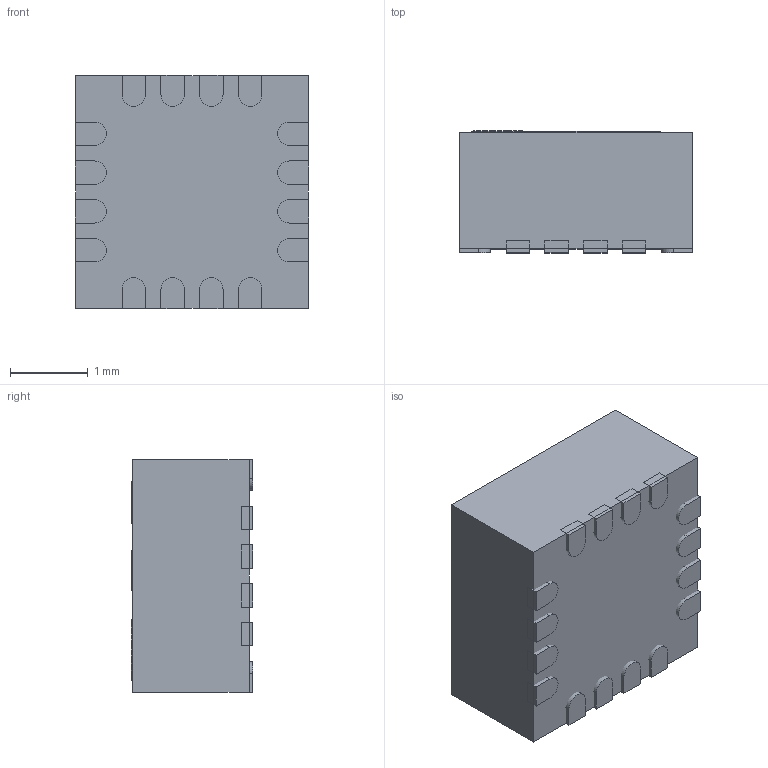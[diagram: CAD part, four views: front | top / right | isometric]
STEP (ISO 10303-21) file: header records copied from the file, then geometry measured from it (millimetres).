
FILE_DESCRIPTION (( 'STEP AP214' ), '1' );
FILE_NAME ('LFCSP.STEP', '2013-05-07T11:22:02', ( '' ), ( '' ), 'SwSTEP 2.0', 'SolidWorks 2012', '' );
FILE_SCHEMA (( 'AUTOMOTIVE_DESIGN' ));
Length unit declared in the file: millimetre
Products named in the file (1): LFCSP
Bounding box: 3 x 1.57 x 3 mm (x, y, z)
Volume: 13.7 mm3; surface area: 43.5 mm2
Topology: 18 solids, 18 shells, 329 faces, 849 edges, 566 vertices
Faces by surface type: plane 223, bspline 84, cylinder 22
Entity records: 16541 total; most frequent: CARTESIAN_POINT 5309, ORIENTED_EDGE 1698, DIRECTION 1217, EDGE_CURVE 849, LINE 637, VECTOR 637, VERTEX_POINT 566, UNCERTAINTY_MEASURE_WITH_UNIT 341
